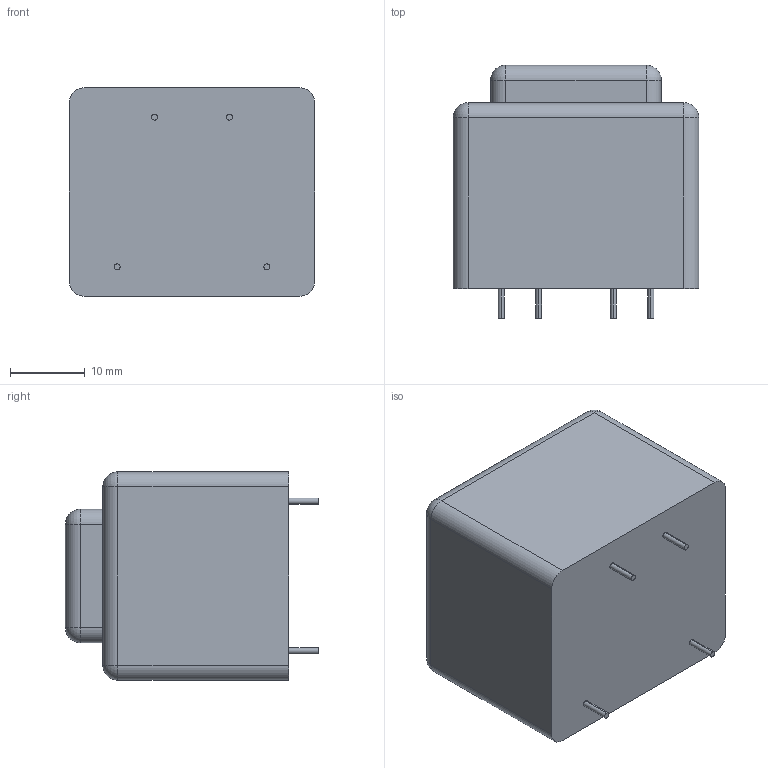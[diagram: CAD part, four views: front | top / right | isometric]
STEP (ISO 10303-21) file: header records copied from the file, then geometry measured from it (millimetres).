
FILE_DESCRIPTION (( 'STEP AP203' ), '1' );
FILE_NAME ('transformer.STEP', '2025-07-31T18:39:02', ( '' ), ( '' ), 'SwSTEP 2.0', 'SolidWorks 2024', '' );
FILE_SCHEMA (( 'CONFIG_CONTROL_DESIGN' ));
Length unit declared in the file: millimetre
Products named in the file (1): transformer
Bounding box: 32.8 x 33.8 x 27.8 mm (x, y, z)
Volume: 24385.5 mm3; surface area: 4995.1 mm2
Topology: 1 solids, 1 shells, 47 faces, 104 edges, 56 vertices
Faces by surface type: cylinder 24, plane 15, sphere 8
Entity records: 1303 total; most frequent: DIRECTION 240, CARTESIAN_POINT 200, ORIENTED_EDGE 192, EDGE_CURVE 96, AXIS2_PLACEMENT_3D 96, VERTEX_POINT 56, EDGE_LOOP 52, CIRCLE 48
